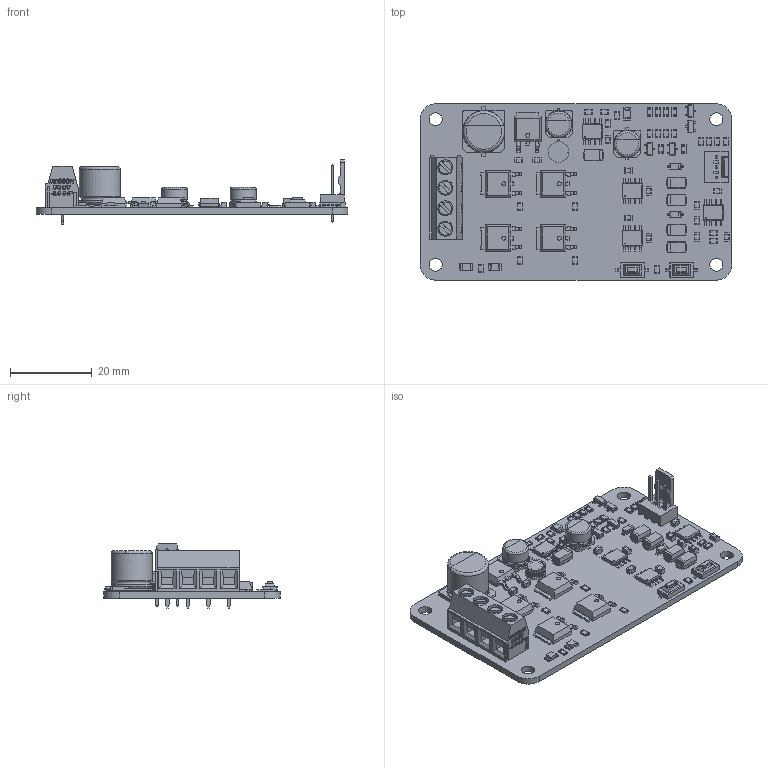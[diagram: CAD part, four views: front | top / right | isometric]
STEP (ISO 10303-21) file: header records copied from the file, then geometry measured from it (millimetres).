
FILE_DESCRIPTION(/* description */ ('','CAx-IF Rec.Pracs.---Representation and Presentation of Product Manufacturing Information (PMI)---4.0---2014-10-13'),/* implementation_level */ '2;1');
FILE_NAME(/* name */ 'MD10C v1.step',/* time_stamp */ '2024-12-17T13:46:41+05:30',/* author */ (''),/* organization */ (''),/* preprocessor_version */ 'ST-DEVELOPER v20',/* originating_system */ 'Autodesk Translation Framework v13.20.0.188',/* authorisation */ '');
FILE_SCHEMA (('AP242_MANAGED_MODEL_BASED_3D_ENGINEERING_MIM_LF { 1 0 10303 442 1 1 4 }'));
Products named in the file (87): MD10C_R3; MD10C_R3_1; SW_SPST_CK_RS282G05A3; R_0805_2012Metric; LED_1206_3216Metric; CP_Elec_6.3x4.9; D_SOD-123; R_0805_2012Metric_1; R_0805_2012Metric_2; R_0805_2012Metric_3; C_0805_2012Metric; R_0805_2012Metric_4; R_0805_2012Metric_5; D_SOD-123_1; R_0805_2012Metric_6; C_0805_2012Metric_1; HSOP-8-1EP_3.9x4.9mm_P1.27mm_EP2.41x3.1mm; HSOP-8-1EP_3.9x4.9mm_P1.27mm_EP2.41x3.1mm_1; SW_SPST_CK_RS282G05A3_1; SOLID (1); D_SMA; TO-252-2; C_0805_2012Metric_2; TO-252-2_1; TO-252-2_2; R_0805_2012Metric_7; R_0805_2012Metric_8; TO-252-2_3; R_0805_2012Metric_9; C_0805_2012Metric_3; C_0805_2012Metric_4; R_0805_2012Metric_10; D_SMA_1; R_0805_2012Metric_11; R_0805_2012Metric_12; R_0805_2012Metric_13; R_0805_2012Metric_14; R_0805_2012Metric_15; R_0805_2012Metric_16; R_0805_2012Metric_17 ...
Assembly tree (142 placements, depth 4):
  MD10C_R3
    MD10C_R3_1
      SW_SPST_CK_RS282G05A3
        SOLID (1)
      R_0805_2012Metric
        SOLID
      LED_1206_3216Metric
        SOLID (8)
      CP_Elec_6.3x4.9
        SOLID (9)
      D_SOD-123
        SOLID (5)
      R_0805_2012Metric_1
        SOLID
      R_0805_2012Metric_2
        SOLID
      R_0805_2012Metric_3
        SOLID
      C_0805_2012Metric
        SOLID (3)
      R_0805_2012Metric_4
        SOLID
      R_0805_2012Metric_5
        SOLID
      D_SOD-123_1
        SOLID (5)
      R_0805_2012Metric_6
        SOLID
      C_0805_2012Metric_1
        SOLID (3)
      HSOP-8-1EP_3.9x4.9mm_P1.27mm_EP2.41x3.1mm
        SOLID (4)
      HSOP-8-1EP_3.9x4.9mm_P1.27mm_EP2.41x3.1mm_1
        SOLID (4)
      SW_SPST_CK_RS282G05A3_1
        SOLID (1)
      D_SMA
        SOLID (6)
      TO-252-2
        SOLID (10)
      C_0805_2012Metric_2
        SOLID (3)
      TO-252-2_1
        SOLID (10)
      TO-252-2_2
        SOLID (10)
      R_0805_2012Metric_7
        SOLID
      R_0805_2012Metric_8
        SOLID
      TO-252-2_3
        SOLID (10)
      R_0805_2012Metric_9
        SOLID
      C_0805_2012Metric_3
        SOLID (3)
      C_0805_2012Metric_4
        SOLID (3)
      R_0805_2012Metric_10
        SOLID
Bounding box: 76 x 43 x 15.66 mm (x, y, z)
Volume: 8531.3 mm3; surface area: 11894.6 mm2
Topology: 72 solids, 72 shells, 3827 faces, 9868 edges, 6323 vertices
Faces by surface type: plane 2919, cylinder 758, bspline 130, torus 20
Full cylindrical faces by diameter (mm): 0.2 x4, 1 x9, 1.19 x3, 2 x1, 3 x1, 3.2 x4, 3.5 x4, 3.7 x4, 4.15 x17, 5 x2, 6.3 x4, 10 x2
Entity records: 59568 total; most frequent: CARTESIAN_POINT 25343, ORIENTED_EDGE 6670, DIRECTION 6165, EDGE_CURVE 3335, LINE 2657, VECTOR 2657, VERTEX_POINT 2150, AXIS2_PLACEMENT_3D 1754
